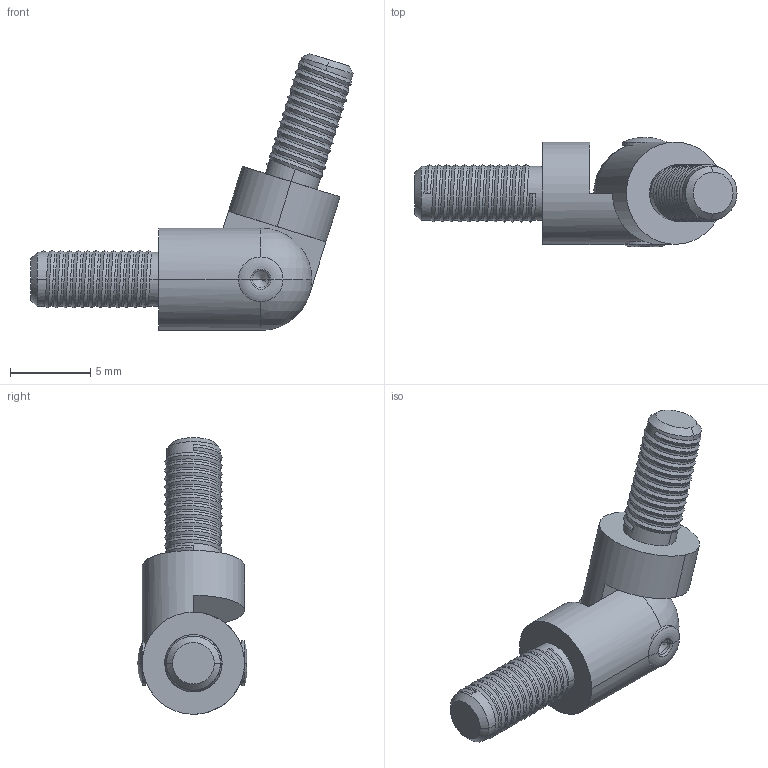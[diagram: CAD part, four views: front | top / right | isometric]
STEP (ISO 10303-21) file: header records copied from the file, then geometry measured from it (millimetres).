
FILE_DESCRIPTION (( 'STEP AP214' ), '1' );
FILE_NAME ('358.STEP', '2007-12-12T17:22:58', ( 'Richard Maletta' ), ( '' ), 'SwSTEP 2.0', 'SolidWorks 2007', '' );
FILE_SCHEMA (( 'AUTOMOTIVE_DESIGN' ));
Length unit declared in the file: millimetre
Products named in the file (1): 358
Bounding box: 20.01 x 6.78 x 17.19 mm (x, y, z)
Volume: 501.9 mm3; surface area: 675.3 mm2
Topology: 3 solids, 3 shells, 102 faces, 272 edges, 168 vertices
Faces by surface type: cylinder 66, plane 12, torus 10, cone 6, sphere 4, bspline 4
Entity records: 6263 total; most frequent: CARTESIAN_POINT 2875, ORIENTED_EDGE 528, DIRECTION 422, EDGE_CURVE 264, VERTEX_POINT 168, AXIS2_PLACEMENT_3D 165, UNCERTAINTY_MEASURE_WITH_UNIT 106, EDGE_LOOP 106
